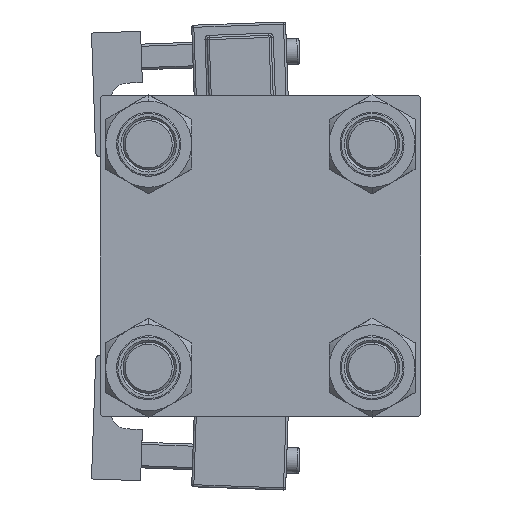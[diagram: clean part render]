
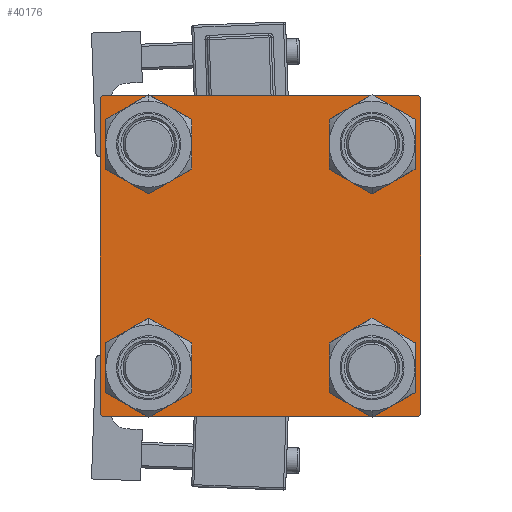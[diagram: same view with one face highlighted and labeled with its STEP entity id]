
A CAD part, left-side view. The second image highlights one B-rep face of the part: STEP entity #40176.
In plain terms, the highlighted planar face has unit normal (-1, 0, 0).
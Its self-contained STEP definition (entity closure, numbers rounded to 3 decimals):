
#54 = LINE ( 'NONE', #24201, #50428 ) ;
#102 = ORIENTED_EDGE ( 'NONE', *, *, #31943, .T. ) ;
#134 = FACE_BOUND ( 'NONE', #7662, .T. ) ;
#487 = CARTESIAN_POINT ( 'NONE',  ( 0., -37.5, 37. ) ) ;
#832 = CARTESIAN_POINT ( 'NONE',  ( 0., 26.15, -26.15 ) ) ;
#960 = EDGE_CURVE ( 'NONE', #22174, #31424, #4154, .T. ) ;
#1335 = EDGE_LOOP ( 'NONE', ( #102, #46853 ) ) ;
#2212 = AXIS2_PLACEMENT_3D ( 'NONE', #17475, #51478, #38307 ) ;
#3374 = EDGE_CURVE ( 'NONE', #31849, #44935, #12096, .T. ) ;
#4154 = CIRCLE ( 'NONE', #14654, 6.5 ) ;
#5042 = DIRECTION ( 'NONE',  ( 0., 0., 1. ) ) ;
#5555 = CARTESIAN_POINT ( 'NONE',  ( 0., -37., -37.5 ) ) ;
#7323 = AXIS2_PLACEMENT_3D ( 'NONE', #38972, #51596, #30471 ) ;
#7662 = EDGE_LOOP ( 'NONE', ( #35761, #51837 ) ) ;
#7879 = EDGE_CURVE ( 'NONE', #51385, #27891, #32814, .T. ) ;
#7896 = VECTOR ( 'NONE', #40782, 1000. ) ;
#8343 = FACE_OUTER_BOUND ( 'NONE', #41845, .T. ) ;
#8681 = EDGE_CURVE ( 'NONE', #14882, #51385, #26696, .T. ) ;
#8826 = DIRECTION ( 'NONE',  ( 0., -1., 0. ) ) ;
#8988 = CARTESIAN_POINT ( 'NONE',  ( 0., -37.5, -37. ) ) ;
#9046 = DIRECTION ( 'NONE',  ( 0., 0., 1. ) ) ;
#10070 = EDGE_LOOP ( 'NONE', ( #17956, #10778 ) ) ;
#10211 = VECTOR ( 'NONE', #28321, 1000. ) ;
#10456 = CARTESIAN_POINT ( 'NONE',  ( 0., 26.15, 26.15 ) ) ;
#10479 = ORIENTED_EDGE ( 'NONE', *, *, #7879, .T. ) ;
#10778 = ORIENTED_EDGE ( 'NONE', *, *, #42275, .T. ) ;
#11349 = CARTESIAN_POINT ( 'NONE',  ( 0., -26.15, 19.65 ) ) ;
#11588 = DIRECTION ( 'NONE',  ( 0., 0., -1. ) ) ;
#11646 = EDGE_CURVE ( 'NONE', #53084, #28319, #23712, .T. ) ;
#11653 = CARTESIAN_POINT ( 'NONE',  ( 0., 37., 37.5 ) ) ;
#11839 = ORIENTED_EDGE ( 'NONE', *, *, #54160, .F. ) ;
#12096 = CIRCLE ( 'NONE', #19108, 6.5 ) ;
#12204 = FACE_BOUND ( 'NONE', #21606, .T. ) ;
#12258 = CARTESIAN_POINT ( 'NONE',  ( 0., -37., 37.5 ) ) ;
#12432 = ORIENTED_EDGE ( 'NONE', *, *, #960, .T. ) ;
#12848 = VERTEX_POINT ( 'NONE', #47719 ) ;
#12920 = DIRECTION ( 'NONE',  ( 0., 0.707, -0.707 ) ) ;
#13165 = DIRECTION ( 'NONE',  ( 1., 0., 0. ) ) ;
#14628 = CARTESIAN_POINT ( 'NONE',  ( 0., 37.5, 37.5 ) ) ;
#14654 = AXIS2_PLACEMENT_3D ( 'NONE', #26150, #34900, #5042 ) ;
#14882 = VERTEX_POINT ( 'NONE', #26063 ) ;
#15241 = ORIENTED_EDGE ( 'NONE', *, *, #11646, .T. ) ;
#15454 = CARTESIAN_POINT ( 'NONE',  ( 0., -37.25, -37.25 ) ) ;
#15970 = CARTESIAN_POINT ( 'NONE',  ( 0., -26.15, -32.65 ) ) ;
#16079 = CIRCLE ( 'NONE', #7323, 6.5 ) ;
#16265 = AXIS2_PLACEMENT_3D ( 'NONE', #832, #13165, #9046 ) ;
#17475 = CARTESIAN_POINT ( 'NONE',  ( 0., -26.15, 26.15 ) ) ;
#17842 = LINE ( 'NONE', #42511, #37001 ) ;
#17956 = ORIENTED_EDGE ( 'NONE', *, *, #45100, .T. ) ;
#18311 = VERTEX_POINT ( 'NONE', #35966 ) ;
#18918 = CARTESIAN_POINT ( 'NONE',  ( 0., -26.15, 32.65 ) ) ;
#19108 = AXIS2_PLACEMENT_3D ( 'NONE', #19715, #28464, #28201 ) ;
#19571 = LINE ( 'NONE', #15454, #10211 ) ;
#19715 = CARTESIAN_POINT ( 'NONE',  ( 0., -26.15, -26.15 ) ) ;
#19899 = CARTESIAN_POINT ( 'NONE',  ( 0., 0., 0. ) ) ;
#20015 = VERTEX_POINT ( 'NONE', #8988 ) ;
#20700 = DIRECTION ( 'NONE',  ( -1., 0., 0. ) ) ;
#21606 = EDGE_LOOP ( 'NONE', ( #12432, #36540 ) ) ;
#22174 = VERTEX_POINT ( 'NONE', #18918 ) ;
#22879 = CARTESIAN_POINT ( 'NONE',  ( 0., 37.5, -37. ) ) ;
#23154 = ORIENTED_EDGE ( 'NONE', *, *, #25390, .T. ) ;
#23712 = LINE ( 'NONE', #40694, #32434 ) ;
#24201 = CARTESIAN_POINT ( 'NONE',  ( 0., -37.5, 37.5 ) ) ;
#24210 = EDGE_CURVE ( 'NONE', #27891, #37221, #29643, .T. ) ;
#24280 = FACE_BOUND ( 'NONE', #1335, .T. ) ;
#25390 = EDGE_CURVE ( 'NONE', #44479, #14882, #17842, .T. ) ;
#25616 = ORIENTED_EDGE ( 'NONE', *, *, #24210, .T. ) ;
#25690 = DIRECTION ( 'NONE',  ( 1., 0., 0. ) ) ;
#26063 = CARTESIAN_POINT ( 'NONE',  ( 0., 37.5, 37. ) ) ;
#26150 = CARTESIAN_POINT ( 'NONE',  ( 0., -26.15, 26.15 ) ) ;
#26522 = EDGE_CURVE ( 'NONE', #44935, #31849, #16079, .T. ) ;
#26696 = LINE ( 'NONE', #14628, #50894 ) ;
#27861 = EDGE_CURVE ( 'NONE', #44479, #28319, #46261, .T. ) ;
#27891 = VERTEX_POINT ( 'NONE', #34726 ) ;
#28201 = DIRECTION ( 'NONE',  ( 0., 0., 1. ) ) ;
#28319 = VERTEX_POINT ( 'NONE', #12258 ) ;
#28321 = DIRECTION ( 'NONE',  ( 0., -0.707, 0.707 ) ) ;
#28464 = DIRECTION ( 'NONE',  ( 1., 0., 0. ) ) ;
#28907 = DIRECTION ( 'NONE',  ( 0., 0., 1. ) ) ;
#29242 = CARTESIAN_POINT ( 'NONE',  ( 0., 37.5, 37.5 ) ) ;
#29508 = CARTESIAN_POINT ( 'NONE',  ( 0., 26.15, 26.15 ) ) ;
#29522 = DIRECTION ( 'NONE',  ( 0., -1., 0. ) ) ;
#29643 = LINE ( 'NONE', #46376, #32708 ) ;
#30471 = DIRECTION ( 'NONE',  ( 0., 0., 1. ) ) ;
#31424 = VERTEX_POINT ( 'NONE', #11349 ) ;
#31849 = VERTEX_POINT ( 'NONE', #37276 ) ;
#31943 = EDGE_CURVE ( 'NONE', #18311, #43810, #41654, .T. ) ;
#32029 = CARTESIAN_POINT ( 'NONE',  ( 0., 26.15, -32.65 ) ) ;
#32157 = CIRCLE ( 'NONE', #43546, 6.5 ) ;
#32434 = VECTOR ( 'NONE', #36567, 1000. ) ;
#32708 = VECTOR ( 'NONE', #8826, 1000. ) ;
#32814 = LINE ( 'NONE', #53654, #7896 ) ;
#32830 = DIRECTION ( 'NONE',  ( 1., 0., 0. ) ) ;
#32838 = CIRCLE ( 'NONE', #2212, 6.5 ) ;
#34026 = CIRCLE ( 'NONE', #51585, 6.5 ) ;
#34726 = CARTESIAN_POINT ( 'NONE',  ( 0., 37., -37.5 ) ) ;
#34900 = DIRECTION ( 'NONE',  ( 1., 0., 0. ) ) ;
#35388 = DIRECTION ( 'NONE',  ( 1., 0., 0. ) ) ;
#35761 = ORIENTED_EDGE ( 'NONE', *, *, #3374, .T. ) ;
#35966 = CARTESIAN_POINT ( 'NONE',  ( 0., 26.15, -19.65 ) ) ;
#36540 = ORIENTED_EDGE ( 'NONE', *, *, #49534, .T. ) ;
#36567 = DIRECTION ( 'NONE',  ( 0., 0.707, 0.707 ) ) ;
#36954 = EDGE_CURVE ( 'NONE', #37221, #20015, #19571, .T. ) ;
#37001 = VECTOR ( 'NONE', #12920, 1000. ) ;
#37221 = VERTEX_POINT ( 'NONE', #5555 ) ;
#37276 = CARTESIAN_POINT ( 'NONE',  ( 0., -26.15, -19.65 ) ) ;
#37679 = PLANE ( 'NONE',  #52357 ) ;
#38013 = DIRECTION ( 'NONE',  ( 0., 0., 1. ) ) ;
#38307 = DIRECTION ( 'NONE',  ( 0., 0., 1. ) ) ;
#38972 = CARTESIAN_POINT ( 'NONE',  ( 0., -26.15, -26.15 ) ) ;
#39264 = EDGE_CURVE ( 'NONE', #43810, #18311, #32157, .T. ) ;
#40176 = ADVANCED_FACE ( 'NONE', ( #12204, #134, #24280, #45638, #8343 ), #37679, .T. ) ;
#40694 = CARTESIAN_POINT ( 'NONE',  ( 0., -37.25, 37.25 ) ) ;
#40782 = DIRECTION ( 'NONE',  ( 0., -0.707, -0.707 ) ) ;
#40801 = CARTESIAN_POINT ( 'NONE',  ( 0., 26.15, -26.15 ) ) ;
#41654 = CIRCLE ( 'NONE', #16265, 6.5 ) ;
#41845 = EDGE_LOOP ( 'NONE', ( #45547, #10479, #25616, #54230, #11839, #15241, #42765, #23154 ) ) ;
#42063 = CARTESIAN_POINT ( 'NONE',  ( 0., 26.15, 19.65 ) ) ;
#42275 = EDGE_CURVE ( 'NONE', #47764, #12848, #34026, .T. ) ;
#42511 = CARTESIAN_POINT ( 'NONE',  ( 0., 37.25, 37.25 ) ) ;
#42765 = ORIENTED_EDGE ( 'NONE', *, *, #27861, .F. ) ;
#43546 = AXIS2_PLACEMENT_3D ( 'NONE', #40801, #32830, #53941 ) ;
#43810 = VERTEX_POINT ( 'NONE', #32029 ) ;
#44479 = VERTEX_POINT ( 'NONE', #11653 ) ;
#44935 = VERTEX_POINT ( 'NONE', #15970 ) ;
#45100 = EDGE_CURVE ( 'NONE', #12848, #47764, #48131, .T. ) ;
#45547 = ORIENTED_EDGE ( 'NONE', *, *, #8681, .T. ) ;
#45638 = FACE_BOUND ( 'NONE', #10070, .T. ) ;
#45846 = VECTOR ( 'NONE', #29522, 1000. ) ;
#46261 = LINE ( 'NONE', #29242, #45846 ) ;
#46376 = CARTESIAN_POINT ( 'NONE',  ( 0., 37.5, -37.5 ) ) ;
#46853 = ORIENTED_EDGE ( 'NONE', *, *, #39264, .T. ) ;
#47277 = AXIS2_PLACEMENT_3D ( 'NONE', #10456, #35388, #52126 ) ;
#47719 = CARTESIAN_POINT ( 'NONE',  ( 0., 26.15, 32.65 ) ) ;
#47764 = VERTEX_POINT ( 'NONE', #42063 ) ;
#48131 = CIRCLE ( 'NONE', #47277, 6.5 ) ;
#48337 = DIRECTION ( 'NONE',  ( 0., 0., -1. ) ) ;
#49534 = EDGE_CURVE ( 'NONE', #31424, #22174, #32838, .T. ) ;
#50428 = VECTOR ( 'NONE', #11588, 1000. ) ;
#50894 = VECTOR ( 'NONE', #48337, 1000. ) ;
#51385 = VERTEX_POINT ( 'NONE', #22879 ) ;
#51478 = DIRECTION ( 'NONE',  ( 1., 0., 0. ) ) ;
#51585 = AXIS2_PLACEMENT_3D ( 'NONE', #29508, #25690, #38013 ) ;
#51596 = DIRECTION ( 'NONE',  ( 1., 0., 0. ) ) ;
#51837 = ORIENTED_EDGE ( 'NONE', *, *, #26522, .T. ) ;
#52126 = DIRECTION ( 'NONE',  ( 0., 0., 1. ) ) ;
#52357 = AXIS2_PLACEMENT_3D ( 'NONE', #19899, #20700, #28907 ) ;
#53084 = VERTEX_POINT ( 'NONE', #487 ) ;
#53654 = CARTESIAN_POINT ( 'NONE',  ( 0., 37.25, -37.25 ) ) ;
#53941 = DIRECTION ( 'NONE',  ( 0., 0., 1. ) ) ;
#54160 = EDGE_CURVE ( 'NONE', #53084, #20015, #54, .T. ) ;
#54230 = ORIENTED_EDGE ( 'NONE', *, *, #36954, .T. ) ;
